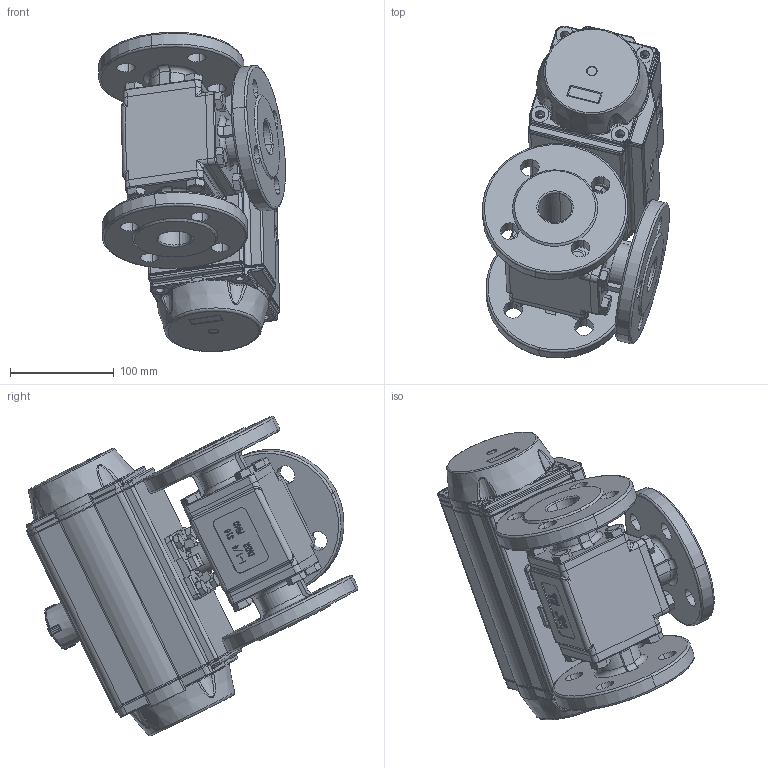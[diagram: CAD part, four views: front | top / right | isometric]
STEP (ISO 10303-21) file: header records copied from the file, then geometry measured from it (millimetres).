
FILE_DESCRIPTION(/* description */ ('Unknown'),/* implementation_level */ '2;1');
FILE_NAME(/* name */ 'PE05 9342_9343-07 ',/* time_stamp */ '2025-03-21T09:39:52+01:00',/* author */ ('Unknown'),/* organization */ ('Unknown'),/* preprocessor_version */ 'ST-DEVELOPER v19.4',/* originating_system */ 'Solid Edge',/* authorisation */ 'Unknown');
FILE_SCHEMA (('AUTOMOTIVE_DESIGN {1 0 10303 214 3 1 1}'));
Products named in the file (19): PE05 9342_9343-07 ; 9342_9343-07; 概极; 概裔; 概裝; MV-85L-FGM-DN32; MV-85L-FS-DN32; 蟈諉蹟邡; PD06_PE05; VTE95____; ____; zhou95; vt95_________________MIR; vt95-2016-06-25; Optische Anzeige; ______; ________(___________; cup head nib bolts with large head gb_GB_FASTENER_BOLT_CHNBW M6X25-N; DIN 933 M8x20 A2-70 BLK_EDST
Assembly tree (38 placements, depth 4):
  PE05 9342_9343-07 
    9342_9343-07
      概极
      概裔  x3
      概裝
      MV-85L-FGM-DN32
      MV-85L-FS-DN32
      蟈諉蹟邡  x12
    PD06_PE05
      VTE95____
      ____  x2
      zhou95
      vt95_________________MIR
      vt95-2016-06-25
      Optische Anzeige
        ______
        ________(___________  x4
        cup head nib bolts with large head gb_GB_FASTENER_BOLT_CHNBW M6X25-N
    DIN 933 M8x20 A2-70 BLK_EDST  x4
Bounding box: 179.67 x 319.19 x 307.25 mm (x, y, z)
Volume: 2905875.2 mm3; surface area: 685385.7 mm2
Topology: 35 solids, 35 shells, 3891 faces, 9677 edges, 5979 vertices
Faces by surface type: plane 1274, cylinder 1050, bspline 682, torus 537, cone 303, sphere 45
Full cylindrical faces by diameter (mm): 3 x16, 3.3 x8, 4.134 x8, 4.66 x1, 4.917 x5, 5.5 x1, 6 x1, 6.2 x1, 6.647 x12, 8 x4, 8.376 x2, 11.445 x2, 12 x2, 13 x4, 15 x2, 16.2 x1, 16.4 x1, 17 x4, 18.7 x1, 20 x5, 22 x2, 24.5 x14, 27 x1, 30.4 x1, 31.5 x1, 32.5 x1, 34.9 x1, 36.4 x1, 38.5 x1, 40 x4
Entity records: 115778 total; most frequent: CARTESIAN_POINT 52979, ORIENTED_EDGE 13722, DIRECTION 11399, EDGE_CURVE 6861, VERTEX_POINT 4412, AXIS2_PLACEMENT_3D 4372, FACE_BOUND 3319, EDGE_LOOP 3311
